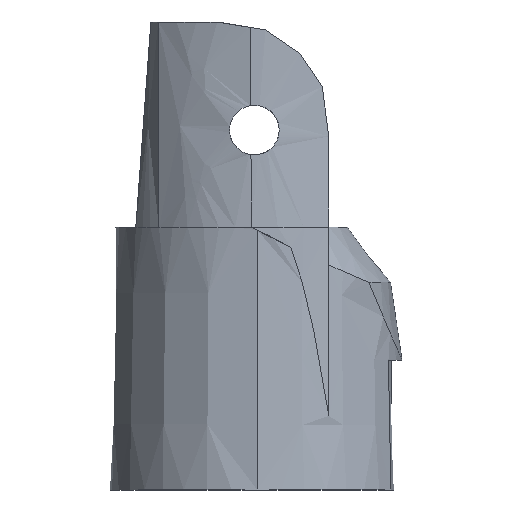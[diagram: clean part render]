
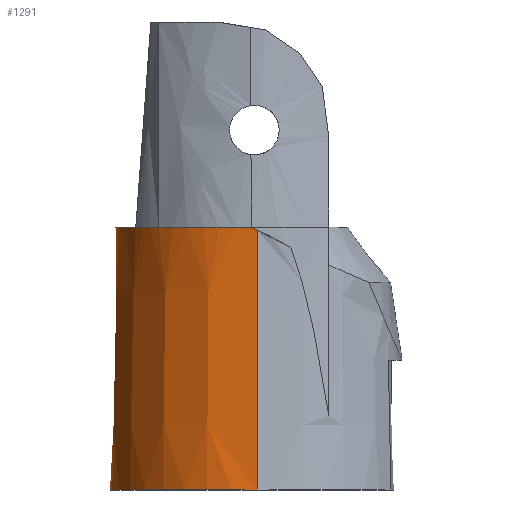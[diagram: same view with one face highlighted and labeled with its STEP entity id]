
A CAD part, left-side view. The second image highlights one B-rep face of the part: STEP entity #1291.
In plain terms, the highlighted conical face has half-angle 1.198 degrees and reference radius 9.001 mm.
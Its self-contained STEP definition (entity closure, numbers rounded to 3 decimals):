
#8 = CARTESIAN_POINT ( 'NONE',  ( -19.869, 0.562, 15.613 ) ) ;
#11 = CONICAL_SURFACE ( 'NONE', #347, 9.001, 0.021 ) ;
#12 = DIRECTION ( 'NONE',  ( 0., 0., -1. ) ) ;
#41 = CARTESIAN_POINT ( 'NONE',  ( -1.875, 0.936, 15.613 ) ) ;
#66 = ORIENTED_EDGE ( 'NONE', *, *, #1315, .T. ) ;
#124 = B_SPLINE_CURVE_WITH_KNOTS ( 'NONE', 3,
 ( #743, #884, #196, #1161 ),
 .UNSPECIFIED., .F., .F.,
 ( 4, 4 ),
 ( 0., 1. ),
 .UNSPECIFIED. ) ;
#131 = CARTESIAN_POINT ( 'NONE',  ( -19.874, 0.562, 15.414 ) ) ;
#138 = CARTESIAN_POINT ( 'NONE',  ( -19.862, 0.936, 15.613 ) ) ;
#140 = DIRECTION ( 'NONE',  ( 0., 0., -1. ) ) ;
#152 = AXIS2_PLACEMENT_3D ( 'NONE', #1189, #1487, #1780 ) ;
#196 = CARTESIAN_POINT ( 'NONE',  ( -19.591, 3.015, 15.613 ) ) ;
#201 = CIRCLE ( 'NONE', #1010, 9.001 ) ;
#218 = AXIS2_PLACEMENT_3D ( 'NONE', #266, #545, #539 ) ;
#230 = VERTEX_POINT ( 'NONE', #1250 ) ;
#250 = VECTOR ( 'NONE', #419, 1000. ) ;
#251 = DIRECTION ( 'NONE',  ( -1., 0., 0. ) ) ;
#255 = VERTEX_POINT ( 'NONE', #446 ) ;
#266 = CARTESIAN_POINT ( 'NONE',  ( -10.868, 0.562, 15.613 ) ) ;
#272 = DIRECTION ( 'NONE',  ( 1., 0., 0. ) ) ;
#291 = EDGE_CURVE ( 'NONE', #1472, #925, #673, .T. ) ;
#301 = DIRECTION ( 'NONE',  ( -1., 0., 0. ) ) ;
#329 = AXIS2_PLACEMENT_3D ( 'NONE', #1773, #1355, #526 ) ;
#343 = ORIENTED_EDGE ( 'NONE', *, *, #627, .F. ) ;
#347 = AXIS2_PLACEMENT_3D ( 'NONE', #442, #12, #301 ) ;
#351 = CARTESIAN_POINT ( 'NONE',  ( -19.874, 0.562, 15.414 ) ) ;
#381 = ORIENTED_EDGE ( 'NONE', *, *, #1605, .F. ) ;
#392 = VERTEX_POINT ( 'NONE', #1036 ) ;
#419 = DIRECTION ( 'NONE',  ( -0.021, 0., -1. ) ) ;
#433 = VERTEX_POINT ( 'NONE', #1737 ) ;
#442 = CARTESIAN_POINT ( 'NONE',  ( -10.868, 0.562, 15.613 ) ) ;
#446 = CARTESIAN_POINT ( 'NONE',  ( -1.518, 0.562, -1.066 ) ) ;
#459 = EDGE_CURVE ( 'NONE', #230, #464, #124, .T. ) ;
#464 = VERTEX_POINT ( 'NONE', #1447 ) ;
#477 = CARTESIAN_POINT ( 'NONE',  ( -1.875, 0.936, 15.613 ) ) ;
#503 = CARTESIAN_POINT ( 'NONE',  ( -10.868, 0.562, 15.613 ) ) ;
#526 = DIRECTION ( 'NONE',  ( -1., 0., 0. ) ) ;
#529 = ORIENTED_EDGE ( 'NONE', *, *, #1126, .T. ) ;
#539 = DIRECTION ( 'NONE',  ( 1., 0., 0. ) ) ;
#545 = DIRECTION ( 'NONE',  ( 0., 0., 1. ) ) ;
#627 = EDGE_CURVE ( 'NONE', #1649, #255, #948, .T. ) ;
#628 = EDGE_CURVE ( 'NONE', #433, #1593, #764, .T. ) ;
#652 = DIRECTION ( 'NONE',  ( 0., 0., -1. ) ) ;
#659 = FACE_OUTER_BOUND ( 'NONE', #1317, .T. ) ;
#673 = B_SPLINE_CURVE_WITH_KNOTS ( 'NONE', 3,
 ( #1704, #860, #1563, #41 ),
 .UNSPECIFIED., .F., .F.,
 ( 4, 4 ),
 ( 0.009, 0.009 ),
 .UNSPECIFIED. ) ;
#698 = CARTESIAN_POINT ( 'NONE',  ( -4.386, 6.807, 15.613 ) ) ;
#725 = B_SPLINE_CURVE_WITH_KNOTS ( 'NONE', 3,
 ( #138, #1663, #826, #131 ),
 .UNSPECIFIED., .F., .F.,
 ( 4, 4 ),
 ( 0., 0. ),
 .UNSPECIFIED. ) ;
#743 = CARTESIAN_POINT ( 'NONE',  ( -19.862, 0.936, 15.613 ) ) ;
#753 = ORIENTED_EDGE ( 'NONE', *, *, #628, .F. ) ;
#764 = CIRCLE ( 'NONE', #1589, 9.001 ) ;
#767 = ORIENTED_EDGE ( 'NONE', *, *, #291, .F. ) ;
#778 = ORIENTED_EDGE ( 'NONE', *, *, #1288, .T. ) ;
#795 = ORIENTED_EDGE ( 'NONE', *, *, #1154, .F. ) ;
#826 = CARTESIAN_POINT ( 'NONE',  ( -19.872, 0.687, 15.48 ) ) ;
#860 = CARTESIAN_POINT ( 'NONE',  ( -1.864, 0.687, 15.48 ) ) ;
#884 = CARTESIAN_POINT ( 'NONE',  ( -19.818, 1.979, 15.613 ) ) ;
#925 = VERTEX_POINT ( 'NONE', #477 ) ;
#931 = LINE ( 'NONE', #1251, #1059 ) ;
#948 = CIRCLE ( 'NONE', #329, 9.35 ) ;
#964 = ORIENTED_EDGE ( 'NONE', *, *, #1139, .T. ) ;
#973 = CIRCLE ( 'NONE', #218, 9.001 ) ;
#974 = CARTESIAN_POINT ( 'NONE',  ( -20.218, 0.562, -1.066 ) ) ;
#978 = CARTESIAN_POINT ( 'NONE',  ( -10.868, 0.562, 15.613 ) ) ;
#1010 = AXIS2_PLACEMENT_3D ( 'NONE', #503, #652, #272 ) ;
#1024 = CARTESIAN_POINT ( 'NONE',  ( -1.863, 0.562, 15.414 ) ) ;
#1036 = CARTESIAN_POINT ( 'NONE',  ( -6.234, 8.279, 15.613 ) ) ;
#1059 = VECTOR ( 'NONE', #1397, 1000. ) ;
#1076 = ORIENTED_EDGE ( 'NONE', *, *, #1628, .F. ) ;
#1091 = VERTEX_POINT ( 'NONE', #351 ) ;
#1092 = DIRECTION ( 'NONE',  ( 0., 0., 1. ) ) ;
#1126 = EDGE_CURVE ( 'NONE', #433, #392, #1640, .T. ) ;
#1139 = EDGE_CURVE ( 'NONE', #392, #1260, #201, .T. ) ;
#1154 = EDGE_CURVE ( 'NONE', #1593, #464, #973, .T. ) ;
#1161 = CARTESIAN_POINT ( 'NONE',  ( -19.195, 3.98, 15.613 ) ) ;
#1189 = CARTESIAN_POINT ( 'NONE',  ( -10.868, 0.562, 15.613 ) ) ;
#1250 = CARTESIAN_POINT ( 'NONE',  ( -19.862, 0.936, 15.613 ) ) ;
#1251 = CARTESIAN_POINT ( 'NONE',  ( -1.867, 0.562, 15.613 ) ) ;
#1260 = VERTEX_POINT ( 'NONE', #698 ) ;
#1288 = EDGE_CURVE ( 'NONE', #1260, #925, #1574, .T. ) ;
#1291 = ADVANCED_FACE ( 'NONE', ( #659 ), #11, .T. ) ;
#1315 = EDGE_CURVE ( 'NONE', #1472, #255, #931, .T. ) ;
#1317 = EDGE_LOOP ( 'NONE', ( #767, #66, #343, #381, #1076, #1694, #795, #753, #529, #964, #778 ) ) ;
#1355 = DIRECTION ( 'NONE',  ( 0., 0., -1. ) ) ;
#1383 = AXIS2_PLACEMENT_3D ( 'NONE', #978, #140, #1389 ) ;
#1387 = LINE ( 'NONE', #8, #250 ) ;
#1389 = DIRECTION ( 'NONE',  ( -1., 0., 0. ) ) ;
#1397 = DIRECTION ( 'NONE',  ( 0.021, 0., -1. ) ) ;
#1447 = CARTESIAN_POINT ( 'NONE',  ( -19.195, 3.98, 15.613 ) ) ;
#1472 = VERTEX_POINT ( 'NONE', #1024 ) ;
#1487 = DIRECTION ( 'NONE',  ( 0., 0., -1. ) ) ;
#1563 = CARTESIAN_POINT ( 'NONE',  ( -1.868, 0.811, 15.546 ) ) ;
#1574 = CIRCLE ( 'NONE', #1383, 9.001 ) ;
#1589 = AXIS2_PLACEMENT_3D ( 'NONE', #1790, #1092, #251 ) ;
#1593 = VERTEX_POINT ( 'NONE', #1673 ) ;
#1605 = EDGE_CURVE ( 'NONE', #1091, #1649, #1387, .T. ) ;
#1628 = EDGE_CURVE ( 'NONE', #230, #1091, #725, .T. ) ;
#1640 = CIRCLE ( 'NONE', #152, 9.001 ) ;
#1649 = VERTEX_POINT ( 'NONE', #974 ) ;
#1663 = CARTESIAN_POINT ( 'NONE',  ( -19.868, 0.811, 15.546 ) ) ;
#1673 = CARTESIAN_POINT ( 'NONE',  ( -17.351, 6.807, 15.613 ) ) ;
#1694 = ORIENTED_EDGE ( 'NONE', *, *, #459, .T. ) ;
#1704 = CARTESIAN_POINT ( 'NONE',  ( -1.863, 0.562, 15.414 ) ) ;
#1737 = CARTESIAN_POINT ( 'NONE',  ( -15.502, 8.279, 15.613 ) ) ;
#1773 = CARTESIAN_POINT ( 'NONE',  ( -10.868, 0.562, -1.066 ) ) ;
#1780 = DIRECTION ( 'NONE',  ( -1., 0., 0. ) ) ;
#1790 = CARTESIAN_POINT ( 'NONE',  ( -10.868, 0.562, 15.613 ) ) ;
